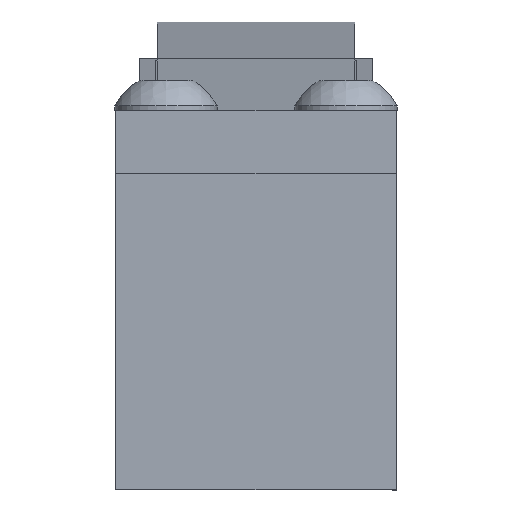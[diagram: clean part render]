
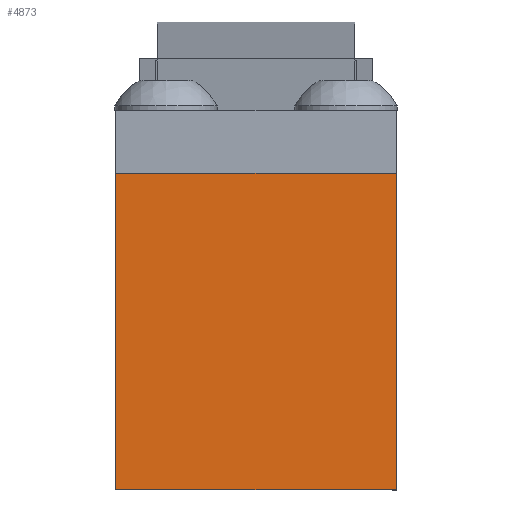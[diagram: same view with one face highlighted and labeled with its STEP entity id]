
A CAD part, front view. The second image highlights one B-rep face of the part: STEP entity #4873.
In plain terms, the highlighted planar face has unit normal (0, -1, 0).
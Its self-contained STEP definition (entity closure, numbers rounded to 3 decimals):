
#536=PLANE('',#5361);
#806=FACE_OUTER_BOUND('',#1092,.T.);
#1092=EDGE_LOOP('',(#4456,#4457,#4458,#4459));
#1410=LINE('',#13288,#1767);
#1421=LINE('',#13309,#1778);
#1424=LINE('',#13314,#1781);
#1426=LINE('',#13317,#1783);
#1767=VECTOR('',#6424,10.);
#1778=VECTOR('',#6445,10.);
#1781=VECTOR('',#6450,10.);
#1783=VECTOR('',#6454,10.);
#2404=VERTEX_POINT('',#13285);
#2405=VERTEX_POINT('',#13287);
#2409=VERTEX_POINT('',#13306);
#2410=VERTEX_POINT('',#13308);
#3092=EDGE_CURVE('',#2405,#2404,#1410,.F.);
#3103=EDGE_CURVE('',#2410,#2409,#1421,.F.);
#3106=EDGE_CURVE('',#2410,#2404,#1424,.T.);
#3108=EDGE_CURVE('',#2405,#2409,#1426,.T.);
#4456=ORIENTED_EDGE('',*,*,#3103,.T.);
#4457=ORIENTED_EDGE('',*,*,#3108,.F.);
#4458=ORIENTED_EDGE('',*,*,#3092,.T.);
#4459=ORIENTED_EDGE('',*,*,#3106,.F.);
#4873=ADVANCED_FACE('',(#806),#536,.F.);
#5361=AXIS2_PLACEMENT_3D('',#13316,#6452,#6453);
#6424=DIRECTION('',(0.,0.,1.));
#6445=DIRECTION('',(0.,0.,-1.));
#6450=DIRECTION('',(-1.,0.,0.));
#6452=DIRECTION('center_axis',(0.,1.,0.));
#6453=DIRECTION('ref_axis',(-1.,0.,0.));
#6454=DIRECTION('',(1.,0.,0.));
#13285=CARTESIAN_POINT('',(-7.809,-37.782,-22.84));
#13287=CARTESIAN_POINT('',(-7.809,-37.782,-5.171));
#13288=CARTESIAN_POINT('',(-7.809,-37.782,-6.152));
#13306=CARTESIAN_POINT('',(7.834,-37.782,-5.171));
#13308=CARTESIAN_POINT('',(7.834,-37.782,-22.84));
#13309=CARTESIAN_POINT('',(7.834,-37.782,-6.152));
#13314=CARTESIAN_POINT('',(-9.967,-37.782,-22.84));
#13316=CARTESIAN_POINT('Origin',(0.013,-37.782,-9.417));
#13317=CARTESIAN_POINT('',(0.013,-37.782,-5.171));
